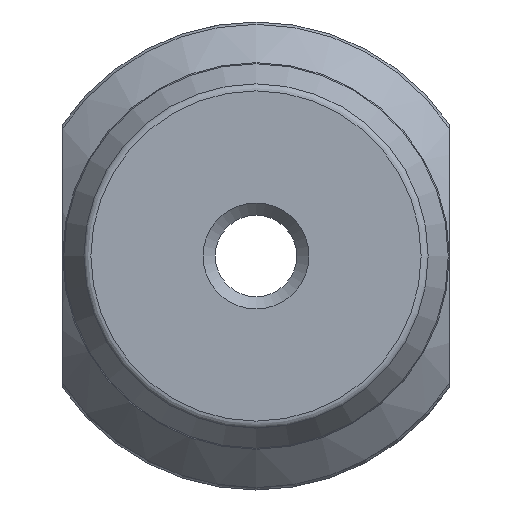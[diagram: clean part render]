
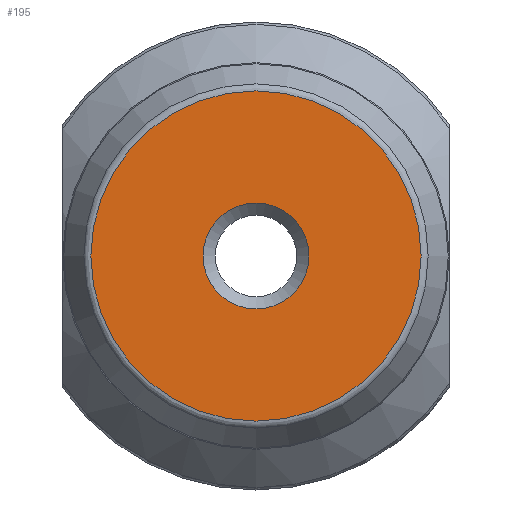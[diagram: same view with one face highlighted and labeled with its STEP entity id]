
A CAD part, left-side view. The second image highlights one B-rep face of the part: STEP entity #195.
In plain terms, the highlighted planar face has unit normal (-1, 0, 0).
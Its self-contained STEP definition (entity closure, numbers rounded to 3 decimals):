
#72=FACE_BOUND('',#280,.T.);
#73=FACE_BOUND('',#281,.T.);
#195=ADVANCED_FACE('',(#72,#73),#223,.F.);
#223=PLANE('',#720);
#280=EDGE_LOOP('',(#420));
#281=EDGE_LOOP('',(#421));
#420=ORIENTED_EDGE('',*,*,#601,.T.);
#421=ORIENTED_EDGE('',*,*,#600,.F.);
#530=VERTEX_POINT('',#1175);
#531=VERTEX_POINT('',#1178);
#600=EDGE_CURVE('',#530,#530,#648,.T.);
#601=EDGE_CURVE('',#531,#531,#649,.T.);
#648=CIRCLE('',#717,8.114);
#649=CIRCLE('',#719,2.6);
#717=AXIS2_PLACEMENT_3D('',#1174,#868,#869);
#719=AXIS2_PLACEMENT_3D('',#1177,#872,#873);
#720=AXIS2_PLACEMENT_3D('',#1179,#874,#875);
#868=DIRECTION('',(1.,0.,0.));
#869=DIRECTION('',(0.,0.,-1.));
#872=DIRECTION('',(1.,0.,0.));
#873=DIRECTION('',(0.,0.,-1.));
#874=DIRECTION('',(1.,0.,0.));
#875=DIRECTION('',(0.,0.,-1.));
#1174=CARTESIAN_POINT('',(0.,0.,0.));
#1175=CARTESIAN_POINT('',(0.,0.,-8.114));
#1177=CARTESIAN_POINT('',(0.,0.,0.));
#1178=CARTESIAN_POINT('',(0.,0.,-2.6));
#1179=CARTESIAN_POINT('',(0.,0.,0.));
